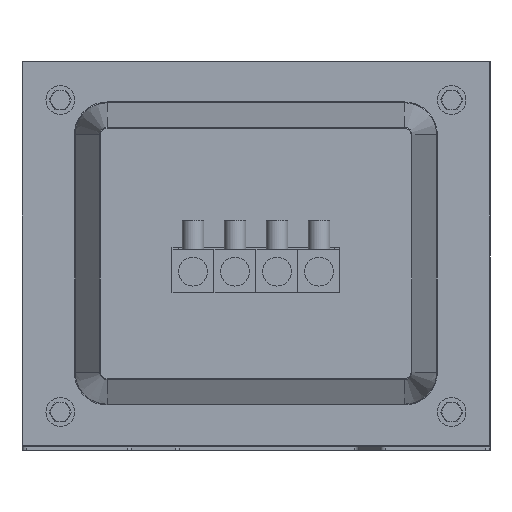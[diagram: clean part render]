
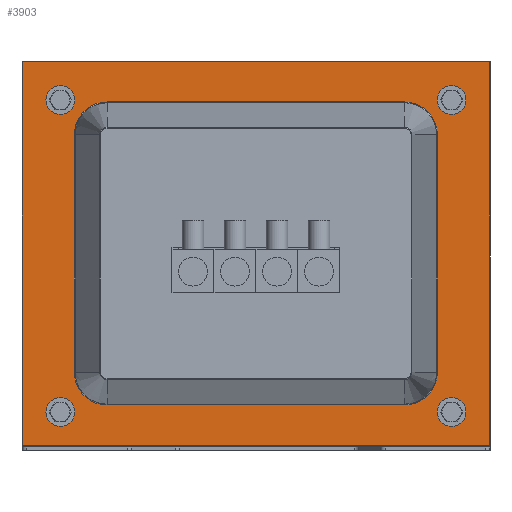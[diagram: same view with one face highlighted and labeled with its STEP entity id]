
A CAD part, front view. The second image highlights one B-rep face of the part: STEP entity #3903.
In plain terms, the highlighted face is planar.
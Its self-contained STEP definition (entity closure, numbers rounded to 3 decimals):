
#376=CIRCLE('',#4400,4.5);
#378=CIRCLE('',#4403,4.5);
#380=CIRCLE('',#4406,4.5);
#382=CIRCLE('',#4409,4.5);
#413=CIRCLE('',#4464,13.683);
#415=CIRCLE('',#4467,13.683);
#420=CIRCLE('',#4475,13.683);
#422=CIRCLE('',#4478,13.683);
#500=FACE_BOUND('',#940,.T.);
#501=FACE_BOUND('',#941,.T.);
#502=FACE_BOUND('',#942,.T.);
#503=FACE_BOUND('',#943,.T.);
#504=FACE_BOUND('',#944,.T.);
#680=FACE_OUTER_BOUND('',#939,.T.);
#939=EDGE_LOOP('',(#3280,#3281,#3282,#3283));
#940=EDGE_LOOP('',(#3284));
#941=EDGE_LOOP('',(#3285));
#942=EDGE_LOOP('',(#3286));
#943=EDGE_LOOP('',(#3287));
#944=EDGE_LOOP('',(#3288,#3289,#3290,#3291,#3292,#3293,#3294,#3295));
#1215=LINE('',#6436,#1522);
#1216=LINE('',#6439,#1523);
#1266=LINE('',#6612,#1573);
#1268=LINE('',#6626,#1575);
#1269=LINE('',#6630,#1576);
#1270=LINE('',#6644,#1577);
#1273=LINE('',#6650,#1580);
#1274=LINE('',#6651,#1581);
#1522=VECTOR('',#5272,10.);
#1523=VECTOR('',#5275,10.);
#1573=VECTOR('',#5459,10.);
#1575=VECTOR('',#5477,10.);
#1576=VECTOR('',#5482,10.);
#1577=VECTOR('',#5501,10.);
#1580=VECTOR('',#5508,10.);
#1581=VECTOR('',#5509,10.);
#1828=VERTEX_POINT('',#6427);
#1829=VERTEX_POINT('',#6431);
#1830=VERTEX_POINT('',#6438);
#1840=VERTEX_POINT('',#6468);
#1842=VERTEX_POINT('',#6474);
#1844=VERTEX_POINT('',#6480);
#1846=VERTEX_POINT('',#6486);
#1885=VERTEX_POINT('',#6608);
#1886=VERTEX_POINT('',#6610);
#1887=VERTEX_POINT('',#6614);
#1888=VERTEX_POINT('',#6618);
#1889=VERTEX_POINT('',#6622);
#1891=VERTEX_POINT('',#6628);
#1892=VERTEX_POINT('',#6632);
#1895=VERTEX_POINT('',#6639);
#1896=VERTEX_POINT('',#6649);
#2272=EDGE_CURVE('',#1828,#1829,#1215,.T.);
#2273=EDGE_CURVE('',#1828,#1830,#1216,.T.);
#2288=EDGE_CURVE('',#1840,#1840,#376,.T.);
#2291=EDGE_CURVE('',#1842,#1842,#378,.T.);
#2294=EDGE_CURVE('',#1844,#1844,#380,.T.);
#2297=EDGE_CURVE('',#1846,#1846,#382,.T.);
#2359=EDGE_CURVE('',#1886,#1885,#1266,.T.);
#2361=EDGE_CURVE('',#1885,#1887,#413,.T.);
#2363=EDGE_CURVE('',#1888,#1886,#415,.T.);
#2366=EDGE_CURVE('',#1887,#1889,#1268,.T.);
#2368=EDGE_CURVE('',#1891,#1888,#1269,.T.);
#2371=EDGE_CURVE('',#1889,#1892,#420,.T.);
#2373=EDGE_CURVE('',#1895,#1891,#422,.T.);
#2375=EDGE_CURVE('',#1892,#1895,#1270,.T.);
#2378=EDGE_CURVE('',#1896,#1829,#1273,.T.);
#2379=EDGE_CURVE('',#1830,#1896,#1274,.T.);
#3280=ORIENTED_EDGE('',*,*,#2272,.T.);
#3281=ORIENTED_EDGE('',*,*,#2378,.F.);
#3282=ORIENTED_EDGE('',*,*,#2379,.F.);
#3283=ORIENTED_EDGE('',*,*,#2273,.F.);
#3284=ORIENTED_EDGE('',*,*,#2288,.T.);
#3285=ORIENTED_EDGE('',*,*,#2291,.T.);
#3286=ORIENTED_EDGE('',*,*,#2294,.T.);
#3287=ORIENTED_EDGE('',*,*,#2297,.T.);
#3288=ORIENTED_EDGE('',*,*,#2359,.F.);
#3289=ORIENTED_EDGE('',*,*,#2363,.F.);
#3290=ORIENTED_EDGE('',*,*,#2368,.F.);
#3291=ORIENTED_EDGE('',*,*,#2373,.F.);
#3292=ORIENTED_EDGE('',*,*,#2375,.F.);
#3293=ORIENTED_EDGE('',*,*,#2371,.F.);
#3294=ORIENTED_EDGE('',*,*,#2366,.F.);
#3295=ORIENTED_EDGE('',*,*,#2361,.F.);
#3618=PLANE('',#4482);
#3903=ADVANCED_FACE('',(#680,#500,#501,#502,#503,#504),#3618,.T.);
#4400=AXIS2_PLACEMENT_3D('',#6469,#5300,#5301);
#4403=AXIS2_PLACEMENT_3D('',#6475,#5307,#5308);
#4406=AXIS2_PLACEMENT_3D('',#6481,#5314,#5315);
#4409=AXIS2_PLACEMENT_3D('',#6487,#5321,#5322);
#4464=AXIS2_PLACEMENT_3D('',#6616,#5464,#5465);
#4467=AXIS2_PLACEMENT_3D('',#6620,#5470,#5471);
#4475=AXIS2_PLACEMENT_3D('',#6636,#5489,#5490);
#4478=AXIS2_PLACEMENT_3D('',#6641,#5495,#5496);
#4482=AXIS2_PLACEMENT_3D('',#6648,#5506,#5507);
#5272=DIRECTION('',(0.,0.,-1.));
#5275=DIRECTION('',(-1.,0.,0.));
#5300=DIRECTION('center_axis',(0.,-1.,0.));
#5301=DIRECTION('ref_axis',(-1.,0.,0.));
#5307=DIRECTION('center_axis',(0.,-1.,0.));
#5308=DIRECTION('ref_axis',(-1.,0.,0.));
#5314=DIRECTION('center_axis',(0.,-1.,0.));
#5315=DIRECTION('ref_axis',(-1.,0.,0.));
#5321=DIRECTION('center_axis',(0.,-1.,0.));
#5322=DIRECTION('ref_axis',(-1.,0.,0.));
#5459=DIRECTION('',(0.,0.,1.));
#5464=DIRECTION('center_axis',(0.,1.,0.));
#5465=DIRECTION('ref_axis',(-0.707,0.,0.707));
#5470=DIRECTION('center_axis',(0.,1.,0.));
#5471=DIRECTION('ref_axis',(-0.707,0.,-0.707));
#5477=DIRECTION('',(1.,0.,0.));
#5482=DIRECTION('',(-1.,0.,0.));
#5489=DIRECTION('center_axis',(0.,1.,0.));
#5490=DIRECTION('ref_axis',(0.707,0.,0.707));
#5495=DIRECTION('center_axis',(0.,1.,0.));
#5496=DIRECTION('ref_axis',(0.707,0.,-0.707));
#5501=DIRECTION('',(0.,0.,-1.));
#5506=DIRECTION('center_axis',(0.,1.,0.));
#5507=DIRECTION('ref_axis',(0.,0.,1.));
#5508=DIRECTION('',(1.,0.,0.));
#5509=DIRECTION('',(0.,0.,-1.));
#6427=CARTESIAN_POINT('',(-2.,1.5,195.));
#6431=CARTESIAN_POINT('',(-2.,1.5,0.));
#6436=CARTESIAN_POINT('',(-2.,1.5,48.75));
#6438=CARTESIAN_POINT('',(-162.,1.5,195.));
#6439=CARTESIAN_POINT('',(-162.,1.5,195.));
#6468=CARTESIAN_POINT('',(-141.5,1.5,179.));
#6469=CARTESIAN_POINT('Origin',(-146.,1.5,179.));
#6474=CARTESIAN_POINT('',(-11.5,1.5,16.));
#6475=CARTESIAN_POINT('Origin',(-16.,1.5,16.));
#6480=CARTESIAN_POINT('',(-11.5,1.5,179.));
#6481=CARTESIAN_POINT('Origin',(-16.,1.5,179.));
#6486=CARTESIAN_POINT('',(-141.5,1.5,16.));
#6487=CARTESIAN_POINT('Origin',(-146.,1.5,16.));
#6608=CARTESIAN_POINT('',(-145.193,1.5,159.533));
#6610=CARTESIAN_POINT('',(-145.193,1.5,35.629));
#6612=CARTESIAN_POINT('',(-145.193,1.5,66.564));
#6614=CARTESIAN_POINT('',(-131.51,1.5,173.216));
#6616=CARTESIAN_POINT('Origin',(-131.51,1.5,159.533));
#6618=CARTESIAN_POINT('',(-131.51,1.5,21.946));
#6620=CARTESIAN_POINT('Origin',(-131.51,1.5,35.629));
#6622=CARTESIAN_POINT('',(-32.606,1.5,173.216));
#6626=CARTESIAN_POINT('',(-106.255,1.5,173.216));
#6628=CARTESIAN_POINT('',(-32.606,1.5,21.946));
#6630=CARTESIAN_POINT('',(-56.803,1.5,21.946));
#6632=CARTESIAN_POINT('',(-18.923,1.5,159.533));
#6636=CARTESIAN_POINT('Origin',(-32.606,1.5,159.533));
#6639=CARTESIAN_POINT('',(-18.923,1.5,35.629));
#6641=CARTESIAN_POINT('Origin',(-32.606,1.5,35.629));
#6644=CARTESIAN_POINT('',(-18.923,1.5,128.516));
#6648=CARTESIAN_POINT('Origin',(-81.,1.5,97.5));
#6649=CARTESIAN_POINT('',(-162.,1.5,0.));
#6650=CARTESIAN_POINT('',(0.,1.5,0.));
#6651=CARTESIAN_POINT('',(-162.,1.5,0.));
